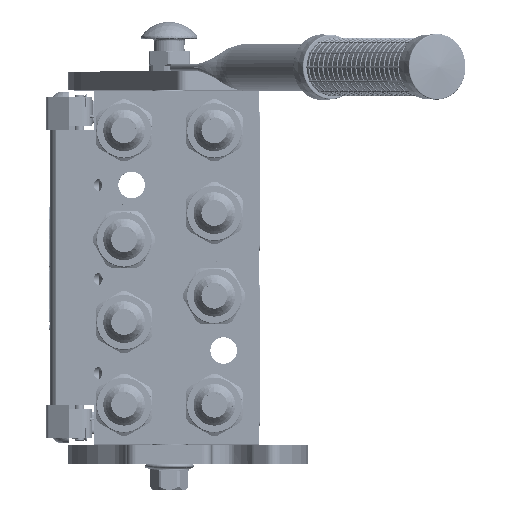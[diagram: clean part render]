
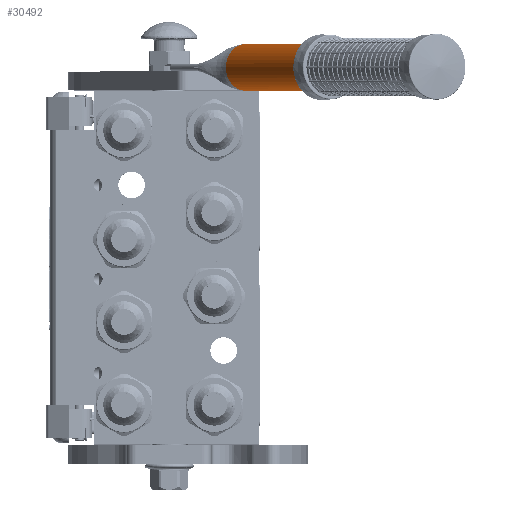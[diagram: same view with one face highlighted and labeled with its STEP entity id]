
A CAD part, top view. The second image highlights one B-rep face of the part: STEP entity #30492.
In plain terms, the highlighted cylindrical face has radius 12.5 mm (diameter 25 mm), a partial arc.
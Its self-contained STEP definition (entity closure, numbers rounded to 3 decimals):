
#1872 = AXIS2_PLACEMENT_3D ( 'NONE', #13165, #134834, #169836 ) ;
#5945 = CARTESIAN_POINT ( 'NONE',  ( 12.5, 0.24, 0. ) ) ;
#6448 = CARTESIAN_POINT ( 'NONE',  ( 12.474, 0.155, -0.804 ) ) ;
#7985 = CARTESIAN_POINT ( 'NONE',  ( 12.5, 198., 0. ) ) ;
#8117 = CIRCLE ( 'NONE', #1872, 12.5 ) ;
#10298 = CARTESIAN_POINT ( 'NONE',  ( -12.484, 0.186, -0.638 ) ) ;
#11040 = CARTESIAN_POINT ( 'NONE',  ( -12.488, 0.202, -0.541 ) ) ;
#11473 = DIRECTION ( 'NONE',  ( 0., 1., 0. ) ) ;
#13165 = CARTESIAN_POINT ( 'NONE',  ( 0., 0., 0. ) ) ;
#17420 = DIRECTION ( 'NONE',  ( 0., -1., 0. ) ) ;
#21477 = LINE ( 'NONE', #34865, #143817 ) ;
#21749 = CARTESIAN_POINT ( 'NONE',  ( 12.426, 0., -1.36 ) ) ;
#22493 = CARTESIAN_POINT ( 'NONE',  ( 12.461, 0.114, -0.981 ) ) ;
#26724 = ORIENTED_EDGE ( 'NONE', *, *, #202593, .T. ) ;
#27066 = CARTESIAN_POINT ( 'NONE',  ( -12.499, 0.235, -0.221 ) ) ;
#29758 = DIRECTION ( 'NONE',  ( 0.994, 0., -0.109 ) ) ;
#30195 = CARTESIAN_POINT ( 'NONE',  ( 12.426, 0., -1.36 ) ) ;
#30492 = ADVANCED_FACE ( 'NONE', ( #188510 ), #193908, .T. ) ;
#34217 = ORIENTED_EDGE ( 'NONE', *, *, #176526, .T. ) ;
#34865 = CARTESIAN_POINT ( 'NONE',  ( -12.5, 0.24, 0. ) ) ;
#37938 = CARTESIAN_POINT ( 'NONE',  ( 0., 198., 0. ) ) ;
#39256 = CARTESIAN_POINT ( 'NONE',  ( 12.494, 0.221, -0.449 ) ) ;
#39577 = ORIENTED_EDGE ( 'NONE', *, *, #142679, .F. ) ;
#42008 = CARTESIAN_POINT ( 'NONE',  ( -12.5, 0.24, 0. ) ) ;
#45325 = CARTESIAN_POINT ( 'NONE',  ( -12.426, 0., -1.36 ) ) ;
#45415 = AXIS2_PLACEMENT_3D ( 'NONE', #82192, #11473, #29758 ) ;
#46897 = ORIENTED_EDGE ( 'NONE', *, *, #185568, .T. ) ;
#48579 = ORIENTED_EDGE ( 'NONE', *, *, #130057, .F. ) ;
#56660 = CARTESIAN_POINT ( 'NONE',  ( 12.467, 0.131, -0.91 ) ) ;
#57490 = ORIENTED_EDGE ( 'NONE', *, *, #192785, .F. ) ;
#58171 = CARTESIAN_POINT ( 'NONE',  ( 12.464, 0.121, -0.953 ) ) ;
#58939 = CARTESIAN_POINT ( 'NONE',  ( 12.466, 0.13, -0.917 ) ) ;
#59685 = CARTESIAN_POINT ( 'NONE',  ( 12.471, 0.146, -0.847 ) ) ;
#62751 = CARTESIAN_POINT ( 'NONE',  ( -12.492, 0.214, -0.452 ) ) ;
#65178 = EDGE_LOOP ( 'NONE', ( #34217, #46897, #141911, #26724, #48579, #39577, #57490 ) ) ;
#73282 = VECTOR ( 'NONE', #224719, 1000. ) ;
#75098 = DIRECTION ( 'NONE',  ( 1., 0., 0. ) ) ;
#76441 = CARTESIAN_POINT ( 'NONE',  ( 12.5, 0.24, -0.216 ) ) ;
#77176 = CARTESIAN_POINT ( 'NONE',  ( 12.441, 0.049, -1.219 ) ) ;
#81374 = AXIS2_PLACEMENT_3D ( 'NONE', #85843, #17420, #208138 ) ;
#82192 = CARTESIAN_POINT ( 'NONE',  ( 0., 0., 0. ) ) ;
#82514 = CARTESIAN_POINT ( 'NONE',  ( -12.5, 0.24, 0. ) ) ;
#85843 = CARTESIAN_POINT ( 'NONE',  ( 0., 0., 0. ) ) ;
#92200 = CARTESIAN_POINT ( 'NONE',  ( -12.426, 0., -1.36 ) ) ;
#92389 = CARTESIAN_POINT ( 'NONE',  ( 12.479, 0.172, -0.721 ) ) ;
#93158 = CARTESIAN_POINT ( 'NONE',  ( 12.478, 0.167, -0.748 ) ) ;
#104776 = DIRECTION ( 'NONE',  ( 0., 1., 0. ) ) ;
#106664 = VERTEX_POINT ( 'NONE', #30195 ) ;
#108662 = VERTEX_POINT ( 'NONE', #92200 ) ;
#114438 = CARTESIAN_POINT ( 'NONE',  ( -12.481, 0.178, -0.688 ) ) ;
#114864 = VERTEX_POINT ( 'NONE', #42008 ) ;
#115305 = CIRCLE ( 'NONE', #45415, 12.5 ) ;
#116687 = CARTESIAN_POINT ( 'NONE',  ( -12.5, 0.24, -0.108 ) ) ;
#125615 = VERTEX_POINT ( 'NONE', #185571 ) ;
#130057 = EDGE_CURVE ( 'NONE', #192777, #125615, #146625, .T. ) ;
#131557 = EDGE_CURVE ( 'NONE', #114864, #108662, #182946, .T. ) ;
#131956 = CARTESIAN_POINT ( 'NONE',  ( -12.482, 0.18, -0.676 ) ) ;
#132730 = CARTESIAN_POINT ( 'NONE',  ( -12.486, 0.195, -0.586 ) ) ;
#133325 = CARTESIAN_POINT ( 'NONE',  ( 0., 0., -12.5 ) ) ;
#134834 = DIRECTION ( 'NONE',  ( 0., 1., 0. ) ) ;
#139726 = VERTEX_POINT ( 'NONE', #133325 ) ;
#141911 = ORIENTED_EDGE ( 'NONE', *, *, #131557, .F. ) ;
#142679 = EDGE_CURVE ( 'NONE', #200929, #192777, #165817, .T. ) ;
#143345 = CARTESIAN_POINT ( 'NONE',  ( 12.468, 0.136, -0.889 ) ) ;
#143817 = VECTOR ( 'NONE', #104776, 1000. ) ;
#144839 = CARTESIAN_POINT ( 'NONE',  ( 12.452, 0.083, -1.1 ) ) ;
#146625 = CIRCLE ( 'NONE', #162455, 12.5 ) ;
#162455 = AXIS2_PLACEMENT_3D ( 'NONE', #37938, #195978, #75098 ) ;
#163110 = CARTESIAN_POINT ( 'NONE',  ( 12.466, 0.127, -0.927 ) ) ;
#165817 = LINE ( 'NONE', #190569, #73282 ) ;
#166206 = CARTESIAN_POINT ( 'NONE',  ( -12.481, 0.178, -0.683 ) ) ;
#169836 = DIRECTION ( 'NONE',  ( 0.994, 0., -0.109 ) ) ;
#176526 = EDGE_CURVE ( 'NONE', #106664, #139726, #115305, .T. ) ;
#182946 = B_SPLINE_CURVE_WITH_KNOTS ( 'NONE', 3,
 ( #82514, #116687, #27066, #218523, #62751, #11040, #132730, #10298, #183667, #131956, #166206, #114438, #185162, #203355, #45325 ),
 .UNSPECIFIED., .F., .F.,
 ( 4, 2, 2, 1, 1, 1, 2, 2, 4 ),
 ( 0., 0.25, 0.375, 0.438, 0.469, 0.484, 0.492, 0.5, 1. ),
 .UNSPECIFIED. ) ;
#183667 = CARTESIAN_POINT ( 'NONE',  ( -12.482, 0.182, -0.665 ) ) ;
#185162 = CARTESIAN_POINT ( 'NONE',  ( -12.472, 0.146, -0.859 ) ) ;
#185568 = EDGE_CURVE ( 'NONE', #139726, #108662, #8117, .T. ) ;
#185571 = CARTESIAN_POINT ( 'NONE',  ( -12.5, 198., 0. ) ) ;
#188254 = B_SPLINE_CURVE_WITH_KNOTS ( 'NONE', 3,
 ( #21749, #77176, #144839, #22493, #58171, #163110, #58939, #56660, #143345, #59685, #6448, #93158, #92389, #39256, #76441, #213189 ),
 .UNSPECIFIED., .F., .F.,
 ( 4, 2, 1, 2, 2, 1, 2, 2, 4 ),
 ( 0., 0.25, 0.313, 0.328, 0.344, 0.375, 0.438, 0.5, 1. ),
 .UNSPECIFIED. ) ;
#188510 = FACE_OUTER_BOUND ( 'NONE', #65178, .T. ) ;
#190569 = CARTESIAN_POINT ( 'NONE',  ( 12.5, 0.24, 0. ) ) ;
#192777 = VERTEX_POINT ( 'NONE', #7985 ) ;
#192785 = EDGE_CURVE ( 'NONE', #106664, #200929, #188254, .T. ) ;
#193908 = CYLINDRICAL_SURFACE ( 'NONE', #81374, 12.5 ) ;
#195978 = DIRECTION ( 'NONE',  ( 0., 1., 0. ) ) ;
#200929 = VERTEX_POINT ( 'NONE', #5945 ) ;
#202593 = EDGE_CURVE ( 'NONE', #114864, #125615, #21477, .T. ) ;
#203355 = CARTESIAN_POINT ( 'NONE',  ( -12.456, 0.096, -1.087 ) ) ;
#208138 = DIRECTION ( 'NONE',  ( 1., 0., 0. ) ) ;
#213189 = CARTESIAN_POINT ( 'NONE',  ( 12.5, 0.24, 0. ) ) ;
#218523 = CARTESIAN_POINT ( 'NONE',  ( -12.494, 0.22, -0.394 ) ) ;
#224719 = DIRECTION ( 'NONE',  ( 0., 1., 0. ) ) ;
